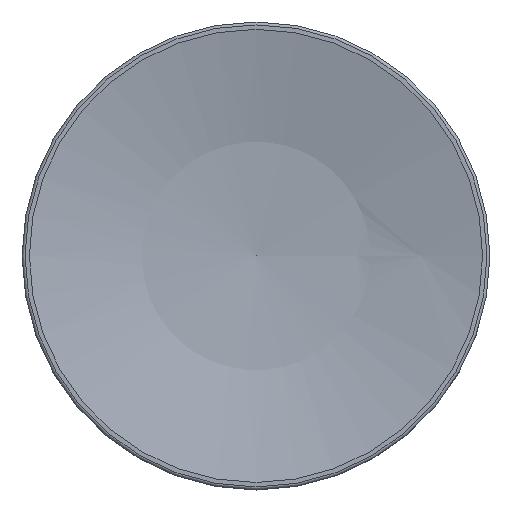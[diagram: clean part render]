
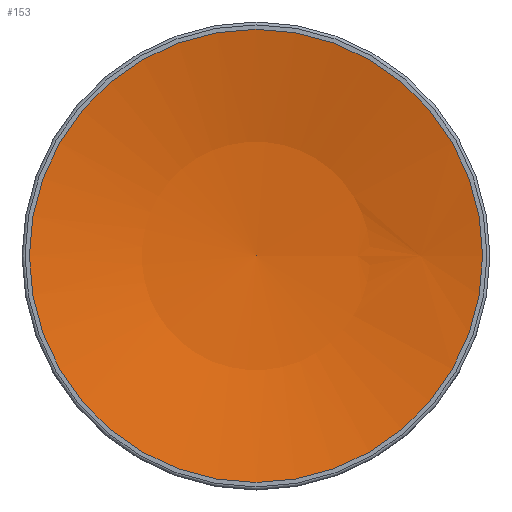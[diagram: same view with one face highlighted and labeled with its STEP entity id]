
A CAD part, top view. The second image highlights one B-rep face of the part: STEP entity #153.
In plain terms, the highlighted spherical face has radius 30.531 mm.
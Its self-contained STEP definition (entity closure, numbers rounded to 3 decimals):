
#153 = ADVANCED_FACE( '', ( #350 ), #351, .F. );
#350 = FACE_OUTER_BOUND( '', #592, .T. );
#351 = SPHERICAL_SURFACE( '', #593, 30.531 );
#592 = EDGE_LOOP( '', ( #968 ) );
#593 = AXIS2_PLACEMENT_3D( '', #969, #970, #971 );
#968 = ORIENTED_EDGE( '', *, *, #1458, .T. );
#969 = CARTESIAN_POINT( '', ( 0., 0., 42.631 ) );
#970 = DIRECTION( '', ( 0., 0., 1. ) );
#971 = DIRECTION( '', ( 1., 0., 0. ) );
#1458 = EDGE_CURVE( '', #1759, #1759, #1760, .T. );
#1759 = VERTEX_POINT( '', #2236 );
#1760 = CIRCLE( '', #2237, 7.75 );
#2236 = CARTESIAN_POINT( '', ( 7.75, 0., 13.1 ) );
#2237 = AXIS2_PLACEMENT_3D( '', #2605, #2606, #2607 );
#2605 = CARTESIAN_POINT( '', ( 0., 0., 13.1 ) );
#2606 = DIRECTION( '', ( 0., 0., 1. ) );
#2607 = DIRECTION( '', ( 1., 0., 0. ) );
